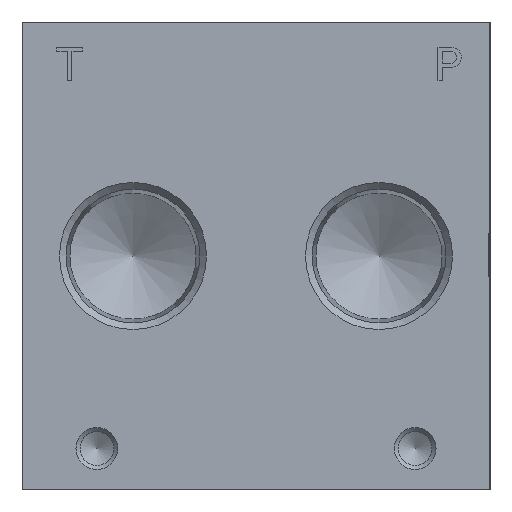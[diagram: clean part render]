
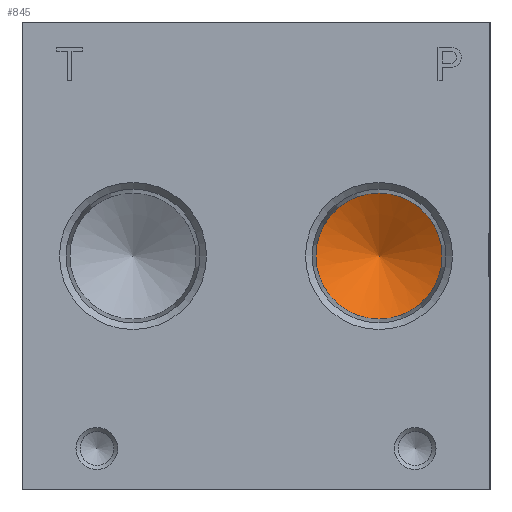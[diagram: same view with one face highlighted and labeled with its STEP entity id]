
A CAD part, left-side view. The second image highlights one B-rep face of the part: STEP entity #845.
In plain terms, the highlighted conical face has half-angle 60.93 degrees and reference radius 11.971 mm.
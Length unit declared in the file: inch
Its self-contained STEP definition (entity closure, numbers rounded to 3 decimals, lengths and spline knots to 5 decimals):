
#845 = ADVANCED_FACE( '', ( #2322, #2323 ), #2324, .F. );
#2322 = FACE_BOUND( '', #4637, .T. );
#2323 = FACE_OUTER_BOUND( '', #4638, .T. );
#2324 = CONICAL_SURFACE( '', #4639, 0.4713, 1.063 );
#4637 = VERTEX_LOOP( '', #7496 );
#4638 = EDGE_LOOP( '', ( #7497 ) );
#4639 = AXIS2_PLACEMENT_3D( '', #7498, #7499, #7500 );
#7496 = VERTEX_POINT( '', #12558 );
#7497 = ORIENTED_EDGE( '', *, *, #12559, .F. );
#7498 = CARTESIAN_POINT( '', ( 0.981, 0.83, 1.75 ) );
#7499 = DIRECTION( '', ( -1., 0., 0. ) );
#7500 = DIRECTION( '', ( 0., 0., 1. ) );
#12558 = CARTESIAN_POINT( '', ( 1.243, 0.83, 1.75 ) );
#12559 = EDGE_CURVE( '', #15053, #15053, #15054, .T. );
#15053 = VERTEX_POINT( '', #18467 );
#15054 = CIRCLE( '', #18468, 0.4713 );
#18467 = CARTESIAN_POINT( '', ( 0.981, 0.83, 1.2787 ) );
#18468 = AXIS2_PLACEMENT_3D( '', #22018, #22019, #22020 );
#22018 = CARTESIAN_POINT( '', ( 0.981, 0.83, 1.75 ) );
#22019 = DIRECTION( '', ( 1., 0., 0. ) );
#22020 = DIRECTION( '', ( 0., 0., -1. ) );
